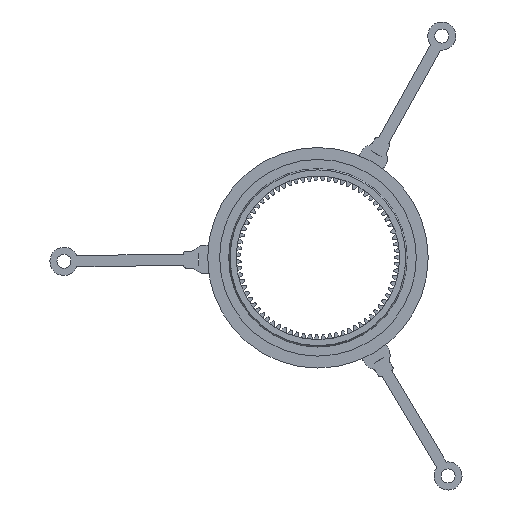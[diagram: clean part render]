
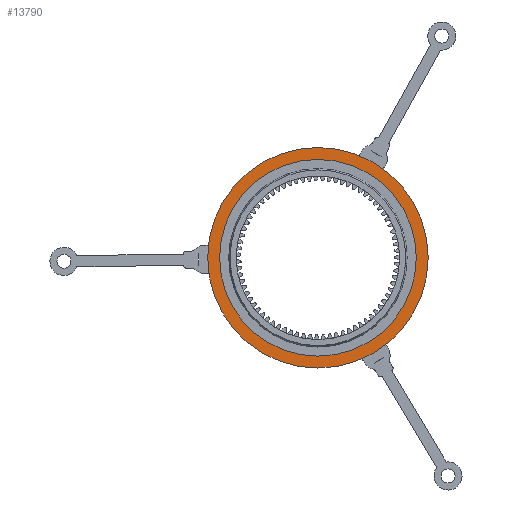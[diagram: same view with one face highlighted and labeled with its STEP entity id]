
A CAD part, front view. The second image highlights one B-rep face of the part: STEP entity #13790.
In plain terms, the highlighted planar face has unit normal (0, -1, 0).
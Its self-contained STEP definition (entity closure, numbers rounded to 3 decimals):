
#486=FACE_BOUND('',#2005,.T.);
#546=PLANE('',#15386);
#1231=FACE_OUTER_BOUND('',#2004,.T.);
#2004=EDGE_LOOP('',(#12135));
#2005=EDGE_LOOP('',(#12136));
#4660=CIRCLE('',#15383,35.);
#4662=CIRCLE('',#15387,39.25);
#6079=VERTEX_POINT('',#25655);
#6081=VERTEX_POINT('',#25662);
#8131=EDGE_CURVE('',#6079,#6079,#4660,.T.);
#8134=EDGE_CURVE('',#6081,#6081,#4662,.T.);
#12135=ORIENTED_EDGE('',*,*,#8134,.T.);
#12136=ORIENTED_EDGE('',*,*,#8131,.T.);
#13790=ADVANCED_FACE('',(#1231,#486),#546,.F.);
#15383=AXIS2_PLACEMENT_3D('',#25656,#19190,#19191);
#15386=AXIS2_PLACEMENT_3D('',#25661,#19197,#19198);
#15387=AXIS2_PLACEMENT_3D('',#25663,#19199,#19200);
#19190=DIRECTION('center_axis',(0.,1.,0.));
#19191=DIRECTION('ref_axis',(0.,0.,1.));
#19197=DIRECTION('center_axis',(0.,1.,0.));
#19198=DIRECTION('ref_axis',(1.,0.,0.));
#19199=DIRECTION('center_axis',(0.,-1.,0.));
#19200=DIRECTION('ref_axis',(-1.,0.,0.));
#25655=CARTESIAN_POINT('',(0.,-3.8,-35.));
#25656=CARTESIAN_POINT('Origin',(0.,-3.8,0.));
#25661=CARTESIAN_POINT('Origin',(0.,-3.8,0.));
#25662=CARTESIAN_POINT('',(-39.25,-3.8,0.));
#25663=CARTESIAN_POINT('Origin',(0.,-3.8,0.));
